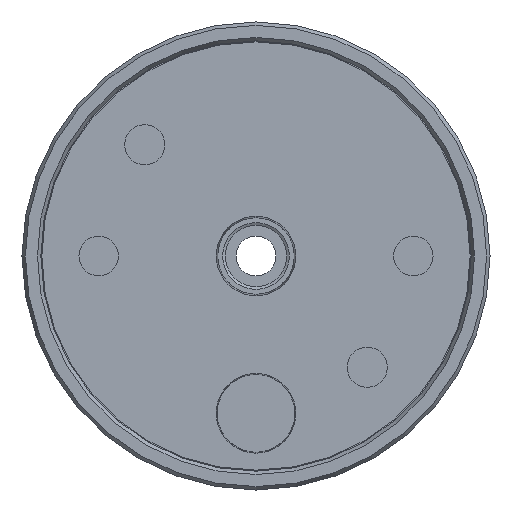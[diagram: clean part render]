
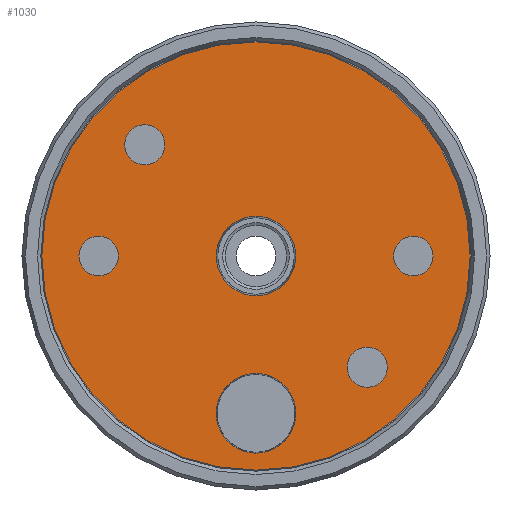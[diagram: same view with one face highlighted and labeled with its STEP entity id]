
A CAD part, front view. The second image highlights one B-rep face of the part: STEP entity #1030.
In plain terms, the highlighted planar face has unit normal (0, -1, 0).
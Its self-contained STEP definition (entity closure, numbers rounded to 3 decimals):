
#49 = CIRCLE ( 'NONE', #678, 5.144 ) ;
#86 = CIRCLE ( 'NONE', #2265, 27.661 ) ;
#143 = DIRECTION ( 'NONE',  ( 0., 0., 1. ) ) ;
#158 = FACE_OUTER_BOUND ( 'NONE', #911, .T. ) ;
#164 = EDGE_LOOP ( 'NONE', ( #1702 ) ) ;
#167 = CARTESIAN_POINT ( 'NONE',  ( -20.32, 0., 0. ) ) ;
#176 = PLANE ( 'NONE',  #1158 ) ;
#178 = CARTESIAN_POINT ( 'NONE',  ( 0., 0., 0. ) ) ;
#181 = DIRECTION ( 'NONE',  ( 0., 0., 1. ) ) ;
#182 = VERTEX_POINT ( 'NONE', #1976 ) ;
#239 = ORIENTED_EDGE ( 'NONE', *, *, #1982, .F. ) ;
#353 = EDGE_LOOP ( 'NONE', ( #1236 ) ) ;
#386 = EDGE_LOOP ( 'NONE', ( #239 ) ) ;
#397 = CARTESIAN_POINT ( 'NONE',  ( 20.32, 0., 0. ) ) ;
#399 = VERTEX_POINT ( 'NONE', #868 ) ;
#407 = DIRECTION ( 'NONE',  ( 0., 0., -1. ) ) ;
#456 = EDGE_CURVE ( 'NONE', #1237, #1237, #2825, .T. ) ;
#471 = EDGE_CURVE ( 'NONE', #569, #569, #2455, .T. ) ;
#569 = VERTEX_POINT ( 'NONE', #830 ) ;
#573 = DIRECTION ( 'NONE',  ( 0., -1., 0. ) ) ;
#588 = FACE_BOUND ( 'NONE', #353, .T. ) ;
#608 = AXIS2_PLACEMENT_3D ( 'NONE', #2034, #2715, #1780 ) ;
#642 = EDGE_LOOP ( 'NONE', ( #2698 ) ) ;
#664 = AXIS2_PLACEMENT_3D ( 'NONE', #1114, #2894, #2673 ) ;
#678 = AXIS2_PLACEMENT_3D ( 'NONE', #1603, #2049, #1391 ) ;
#722 = ORIENTED_EDGE ( 'NONE', *, *, #2610, .F. ) ;
#724 = EDGE_CURVE ( 'NONE', #1265, #1265, #86, .T. ) ;
#767 = AXIS2_PLACEMENT_3D ( 'NONE', #167, #2607, #1250 ) ;
#801 = FACE_BOUND ( 'NONE', #386, .T. ) ;
#830 = CARTESIAN_POINT ( 'NONE',  ( 20.32, 0., 2.553 ) ) ;
#835 = FACE_BOUND ( 'NONE', #642, .T. ) ;
#847 = FACE_BOUND ( 'NONE', #1251, .T. ) ;
#857 = ORIENTED_EDGE ( 'NONE', *, *, #1596, .F. ) ;
#868 = CARTESIAN_POINT ( 'NONE',  ( 0., 0., 5.144 ) ) ;
#911 = EDGE_LOOP ( 'NONE', ( #2157 ) ) ;
#922 = AXIS2_PLACEMENT_3D ( 'NONE', #1267, #573, #1738 ) ;
#1030 = ADVANCED_FACE ( 'NONE', ( #847, #1984, #835, #588, #801, #2384, #158 ), #176, .F. ) ;
#1064 = EDGE_LOOP ( 'NONE', ( #722 ) ) ;
#1114 = CARTESIAN_POINT ( 'NONE',  ( 14.368, 0., -14.368 ) ) ;
#1158 = AXIS2_PLACEMENT_3D ( 'NONE', #2839, #1538, #407 ) ;
#1236 = ORIENTED_EDGE ( 'NONE', *, *, #471, .F. ) ;
#1237 = VERTEX_POINT ( 'NONE', #2835 ) ;
#1250 = DIRECTION ( 'NONE',  ( 0., 0., 1. ) ) ;
#1251 = EDGE_LOOP ( 'NONE', ( #857 ) ) ;
#1263 = CARTESIAN_POINT ( 'NONE',  ( -14.368, 0., 16.948 ) ) ;
#1265 = VERTEX_POINT ( 'NONE', #2852 ) ;
#1267 = CARTESIAN_POINT ( 'NONE',  ( -14.368, 0., 14.368 ) ) ;
#1310 = DIRECTION ( 'NONE',  ( 0., -1., 0. ) ) ;
#1391 = DIRECTION ( 'NONE',  ( 0., 0., 1. ) ) ;
#1510 = CIRCLE ( 'NONE', #608, 5.144 ) ;
#1538 = DIRECTION ( 'NONE',  ( 0., 1., 0. ) ) ;
#1596 = EDGE_CURVE ( 'NONE', #2880, #2880, #2629, .T. ) ;
#1603 = CARTESIAN_POINT ( 'NONE',  ( 0., 0., -20.32 ) ) ;
#1702 = ORIENTED_EDGE ( 'NONE', *, *, #2027, .F. ) ;
#1738 = DIRECTION ( 'NONE',  ( 0., 0., 1. ) ) ;
#1780 = DIRECTION ( 'NONE',  ( 0., 0., 1. ) ) ;
#1970 = AXIS2_PLACEMENT_3D ( 'NONE', #397, #1310, #181 ) ;
#1976 = CARTESIAN_POINT ( 'NONE',  ( 0., 0., -15.176 ) ) ;
#1982 = EDGE_CURVE ( 'NONE', #399, #399, #1510, .T. ) ;
#1984 = FACE_BOUND ( 'NONE', #1064, .T. ) ;
#2004 = CARTESIAN_POINT ( 'NONE',  ( 14.368, 0., -11.789 ) ) ;
#2027 = EDGE_CURVE ( 'NONE', #182, #182, #49, .T. ) ;
#2034 = CARTESIAN_POINT ( 'NONE',  ( 0., 0., 0. ) ) ;
#2049 = DIRECTION ( 'NONE',  ( 0., -1., 0. ) ) ;
#2157 = ORIENTED_EDGE ( 'NONE', *, *, #724, .T. ) ;
#2191 = CIRCLE ( 'NONE', #922, 2.58 ) ;
#2265 = AXIS2_PLACEMENT_3D ( 'NONE', #178, #2432, #143 ) ;
#2384 = FACE_BOUND ( 'NONE', #164, .T. ) ;
#2432 = DIRECTION ( 'NONE',  ( 0., -1., 0. ) ) ;
#2436 = VERTEX_POINT ( 'NONE', #1263 ) ;
#2455 = CIRCLE ( 'NONE', #1970, 2.553 ) ;
#2607 = DIRECTION ( 'NONE',  ( 0., -1., 0. ) ) ;
#2610 = EDGE_CURVE ( 'NONE', #2436, #2436, #2191, .T. ) ;
#2629 = CIRCLE ( 'NONE', #664, 2.58 ) ;
#2673 = DIRECTION ( 'NONE',  ( 0., 0., 1. ) ) ;
#2698 = ORIENTED_EDGE ( 'NONE', *, *, #456, .F. ) ;
#2715 = DIRECTION ( 'NONE',  ( 0., -1., 0. ) ) ;
#2825 = CIRCLE ( 'NONE', #767, 2.553 ) ;
#2835 = CARTESIAN_POINT ( 'NONE',  ( -20.32, 0., 2.553 ) ) ;
#2839 = CARTESIAN_POINT ( 'NONE',  ( 0., 0., 0. ) ) ;
#2852 = CARTESIAN_POINT ( 'NONE',  ( 0., 0., 27.661 ) ) ;
#2880 = VERTEX_POINT ( 'NONE', #2004 ) ;
#2894 = DIRECTION ( 'NONE',  ( 0., -1., 0. ) ) ;
